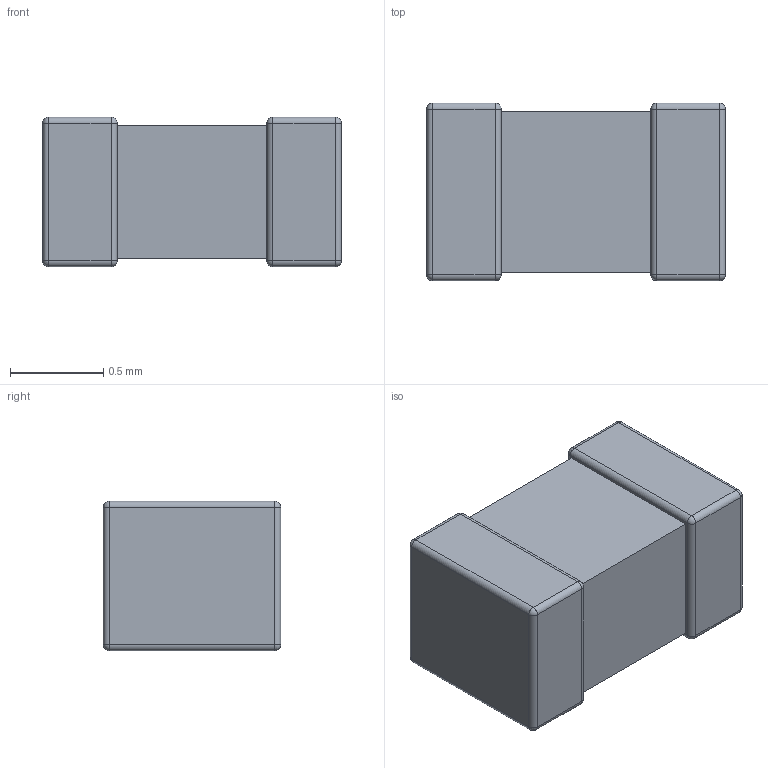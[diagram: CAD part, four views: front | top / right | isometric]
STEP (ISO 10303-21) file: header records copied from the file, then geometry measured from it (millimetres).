
FILE_DESCRIPTION (( 'STEP AP214' ), '1' );
FILE_NAME ('LQM18DN100M70.STEP', '2020-07-22T04:07:20', ( '' ), ( '' ), 'SwSTEP 2.0', 'SolidWorks 2017', '' );
FILE_SCHEMA (( 'AUTOMOTIVE_DESIGN' ));
Length unit declared in the file: millimetre
Products named in the file (1): LQM18DN100M70
Bounding box: 1.6 x 0.95 x 0.8 mm (x, y, z)
Volume: 1.1 mm3; surface area: 9.4 mm2
Topology: 3 solids, 3 shells, 58 faces, 124 edges, 56 vertices
Faces by surface type: cylinder 24, plane 18, sphere 16
Entity records: 1448 total; most frequent: DIRECTION 274, CARTESIAN_POINT 223, ORIENTED_EDGE 216, EDGE_CURVE 108, AXIS2_PLACEMENT_3D 107, VECTOR 60, LINE 60, ADVANCED_FACE 58
